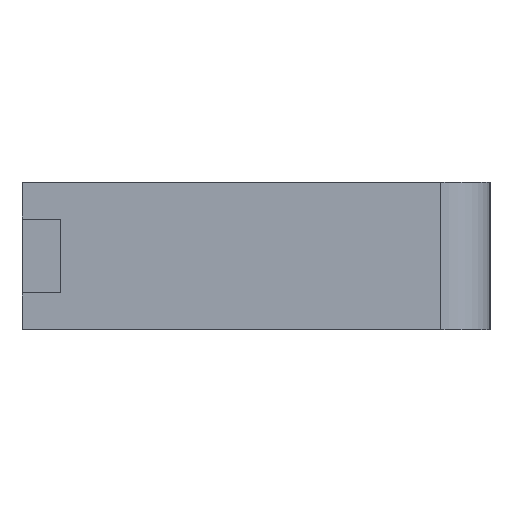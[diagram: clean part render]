
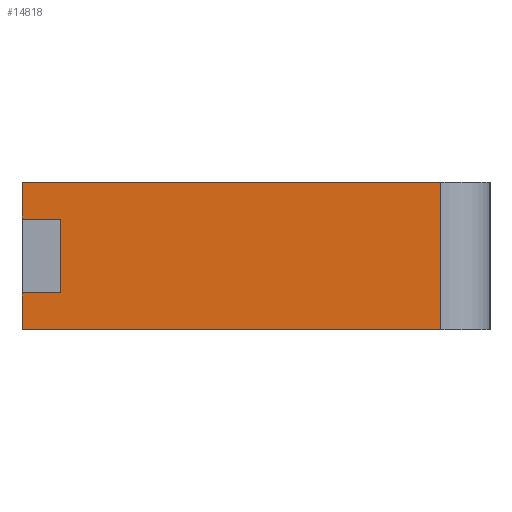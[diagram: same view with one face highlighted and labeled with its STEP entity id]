
A CAD part, left-side view. The second image highlights one B-rep face of the part: STEP entity #14818.
In plain terms, the highlighted planar face has unit normal (-1, 0, 0).
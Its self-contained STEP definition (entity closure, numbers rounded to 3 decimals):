
#498 = CARTESIAN_POINT ( 'NONE',  ( -17., 9.5, 3. ) ) ;
#508 = EDGE_CURVE ( 'NONE', #15949, #24346, #23598, .T. ) ;
#2770 = CARTESIAN_POINT ( 'NONE',  ( -17., 9.5, 1.5 ) ) ;
#3230 = CARTESIAN_POINT ( 'NONE',  ( -17., 7.924, -1.5 ) ) ;
#3693 = VECTOR ( 'NONE', #20701, 1000. ) ;
#3972 = VECTOR ( 'NONE', #6743, 1000. ) ;
#4102 = CARTESIAN_POINT ( 'NONE',  ( -17., -9.5, 3. ) ) ;
#4156 = CARTESIAN_POINT ( 'NONE',  ( -17., -7.5, 3. ) ) ;
#4627 = ORIENTED_EDGE ( 'NONE', *, *, #16728, .T. ) ;
#4798 = ORIENTED_EDGE ( 'NONE', *, *, #12286, .T. ) ;
#5277 = VERTEX_POINT ( 'NONE', #10080 ) ;
#5585 = VECTOR ( 'NONE', #14163, 1000. ) ;
#5673 = EDGE_CURVE ( 'NONE', #13919, #5277, #11933, .T. ) ;
#5759 = DIRECTION ( 'NONE',  ( 1., 0., 0. ) ) ;
#6743 = DIRECTION ( 'NONE',  ( 0., 1., 0. ) ) ;
#7247 = VECTOR ( 'NONE', #9959, 1000. ) ;
#7896 = PLANE ( 'NONE',  #15595 ) ;
#7932 = CARTESIAN_POINT ( 'NONE',  ( -17., -7.5, 3. ) ) ;
#8162 = EDGE_CURVE ( 'NONE', #9743, #13919, #20394, .T. ) ;
#8246 = CARTESIAN_POINT ( 'NONE',  ( -17., 9.5, 3. ) ) ;
#9595 = VECTOR ( 'NONE', #13909, 1000. ) ;
#9743 = VERTEX_POINT ( 'NONE', #18557 ) ;
#9959 = DIRECTION ( 'NONE',  ( 0., -1., 0. ) ) ;
#10080 = CARTESIAN_POINT ( 'NONE',  ( -17., 7.924, 1.5 ) ) ;
#10596 = VECTOR ( 'NONE', #17448, 1000. ) ;
#10993 = ORIENTED_EDGE ( 'NONE', *, *, #12770, .F. ) ;
#11075 = VERTEX_POINT ( 'NONE', #24711 ) ;
#11933 = LINE ( 'NONE', #24573, #17829 ) ;
#11938 = ORIENTED_EDGE ( 'NONE', *, *, #508, .T. ) ;
#12059 = EDGE_CURVE ( 'NONE', #15949, #17625, #18231, .T. ) ;
#12080 = FACE_OUTER_BOUND ( 'NONE', #22617, .T. ) ;
#12286 = EDGE_CURVE ( 'NONE', #16606, #11075, #24720, .T. ) ;
#12770 = EDGE_CURVE ( 'NONE', #5277, #24346, #17890, .T. ) ;
#13613 = LINE ( 'NONE', #8246, #5585 ) ;
#13909 = DIRECTION ( 'NONE',  ( 0., 0., 1. ) ) ;
#13919 = VERTEX_POINT ( 'NONE', #3230 ) ;
#14163 = DIRECTION ( 'NONE',  ( 0., 0., -1. ) ) ;
#14818 = ADVANCED_FACE ( 'NONE', ( #12080 ), #7896, .F. ) ;
#14897 = ORIENTED_EDGE ( 'NONE', *, *, #16749, .T. ) ;
#14972 = ORIENTED_EDGE ( 'NONE', *, *, #12059, .F. ) ;
#15113 = VECTOR ( 'NONE', #23259, 1000. ) ;
#15595 = AXIS2_PLACEMENT_3D ( 'NONE', #21829, #5759, #23630 ) ;
#15647 = CARTESIAN_POINT ( 'NONE',  ( -17., 9.5, 3. ) ) ;
#15949 = VERTEX_POINT ( 'NONE', #498 ) ;
#16606 = VERTEX_POINT ( 'NONE', #25155 ) ;
#16728 = EDGE_CURVE ( 'NONE', #11075, #17625, #24761, .T. ) ;
#16737 = DIRECTION ( 'NONE',  ( 0., 0., 1. ) ) ;
#16749 = EDGE_CURVE ( 'NONE', #9743, #16606, #13613, .T. ) ;
#17309 = CARTESIAN_POINT ( 'NONE',  ( -17., 9.5, -1.5 ) ) ;
#17448 = DIRECTION ( 'NONE',  ( 0., 0., -1. ) ) ;
#17625 = VERTEX_POINT ( 'NONE', #4156 ) ;
#17829 = VECTOR ( 'NONE', #16737, 1000. ) ;
#17890 = LINE ( 'NONE', #2770, #3972 ) ;
#18231 = LINE ( 'NONE', #4102, #7247 ) ;
#18557 = CARTESIAN_POINT ( 'NONE',  ( -17., 9.5, -1.5 ) ) ;
#20385 = ORIENTED_EDGE ( 'NONE', *, *, #8162, .F. ) ;
#20394 = LINE ( 'NONE', #17309, #15113 ) ;
#20701 = DIRECTION ( 'NONE',  ( 0., -1., 0. ) ) ;
#21829 = CARTESIAN_POINT ( 'NONE',  ( -17., -9.5, 3. ) ) ;
#22258 = ORIENTED_EDGE ( 'NONE', *, *, #5673, .F. ) ;
#22617 = EDGE_LOOP ( 'NONE', ( #4798, #4627, #14972, #11938, #10993, #22258, #20385, #14897 ) ) ;
#23259 = DIRECTION ( 'NONE',  ( 0., -1., 0. ) ) ;
#23598 = LINE ( 'NONE', #15647, #10596 ) ;
#23630 = DIRECTION ( 'NONE',  ( 0., 0., -1. ) ) ;
#23764 = CARTESIAN_POINT ( 'NONE',  ( -17., 9.5, 1.5 ) ) ;
#24346 = VERTEX_POINT ( 'NONE', #23764 ) ;
#24427 = CARTESIAN_POINT ( 'NONE',  ( -17., -9.5, -3. ) ) ;
#24573 = CARTESIAN_POINT ( 'NONE',  ( -17., 7.924, -1.5 ) ) ;
#24711 = CARTESIAN_POINT ( 'NONE',  ( -17., -7.5, -3. ) ) ;
#24720 = LINE ( 'NONE', #24427, #3693 ) ;
#24761 = LINE ( 'NONE', #7932, #9595 ) ;
#25155 = CARTESIAN_POINT ( 'NONE',  ( -17., 9.5, -3. ) ) ;
